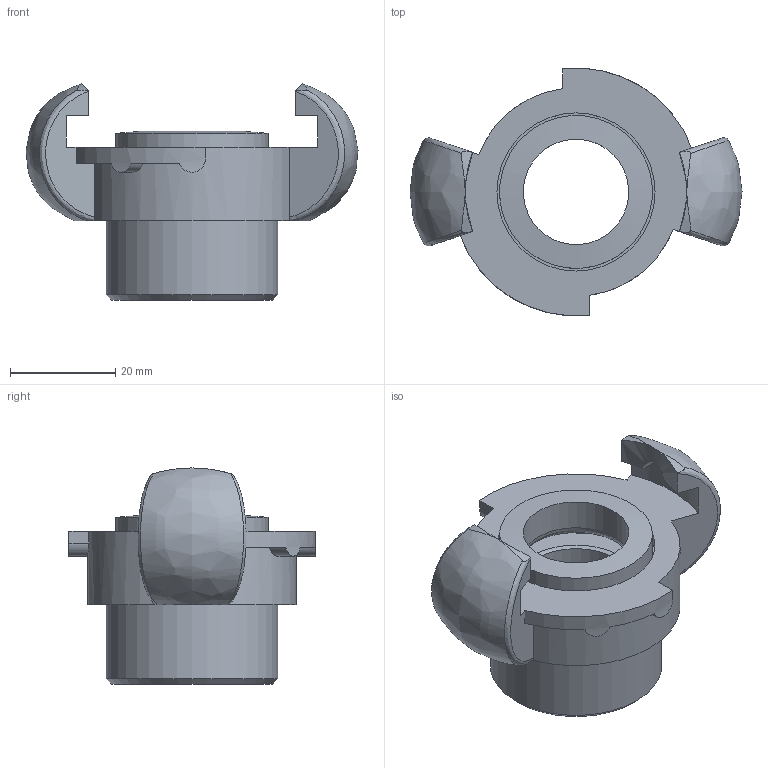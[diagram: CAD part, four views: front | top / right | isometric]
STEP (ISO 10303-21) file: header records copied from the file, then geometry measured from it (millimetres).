
FILE_DESCRIPTION(/* description */ (''),/* implementation_level */ '2;1');
FILE_NAME(/* name */ 'kigo_34.stp',/* time_stamp */ '2020-03-31T09:46:04+02:00',/* author */ ('schnellinger'),/* organization */ (''),/* preprocessor_version */ 'ST-DEVELOPER v17',/* originating_system */ 'Autodesk Inventor 2018',/* authorisation */ '0 mm^3');
FILE_SCHEMA (('AUTOMOTIVE_DESIGN { 1 0 10303 214 3 1 1 }'));
Length unit declared in the file: millimetre
Products named in the file (1): ENG-001491_Shrinkwrap_1
Bounding box: 62.97 x 47 x 41 mm (x, y, z)
Volume: 24933 mm3; surface area: 13519.2 mm2
Topology: 2 solids, 2 shells, 60 faces, 163 edges, 111 vertices
Faces by surface type: plane 22, cylinder 22, bspline 6, cone 4, sphere 4, torus 2
Full cylindrical faces by diameter (mm): 20 x1, 21 x1, 24.117 x1, 29 x1, 30 x1, 32.5 x1, 34.5 x1, 35 x1
Entity records: 2665 total; most frequent: CARTESIAN_POINT 1060, ORIENTED_EDGE 326, DIRECTION 294, EDGE_CURVE 163, AXIS2_PLACEMENT_3D 120, VERTEX_POINT 111, EDGE_LOOP 68, CIRCLE 65
